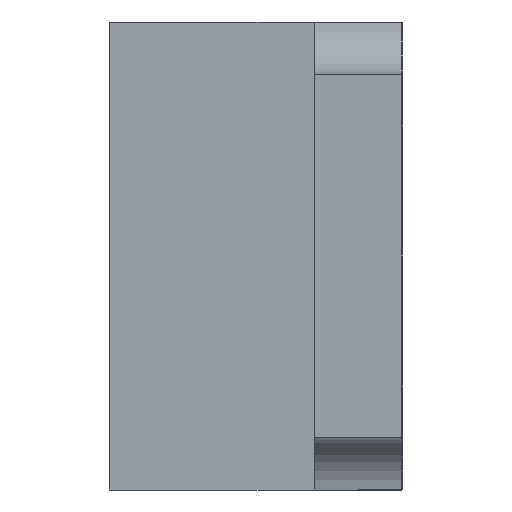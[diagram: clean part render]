
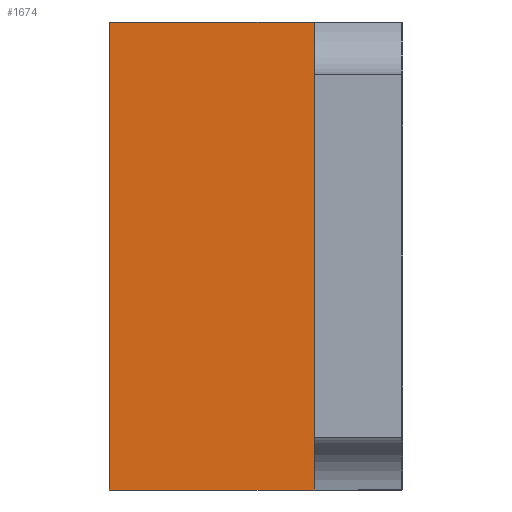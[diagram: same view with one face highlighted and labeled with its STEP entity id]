
A CAD part, left-side view. The second image highlights one B-rep face of the part: STEP entity #1674.
In plain terms, the highlighted planar face has unit normal (-1, 0, 0).
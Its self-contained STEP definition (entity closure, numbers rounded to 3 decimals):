
#1660=EDGE_CURVE ( 'NONE', #1661, #1669, #5702, .T. ) ;
#1661=VERTEX_POINT ( 'NONE', #5701 ) ;
#1669=VERTEX_POINT ( 'NONE', #5706 ) ;
#1670=ORIENTED_EDGE ( 'NONE', *, *, #1671, .F. ) ;
#1671=EDGE_CURVE ( 'NONE', #1661, #1681, #5705, .T. ) ;
#1672=ORIENTED_EDGE ( 'NONE', *, *, #1660, .T. ) ;
#1674=ADVANCED_FACE ( 'NONE', ( #5717 ), #5734, .F. ) ;
#1675=EDGE_LOOP ( 'NONE', ( #1676, #1679, #1670, #1672 ) ) ;
#1676=ORIENTED_EDGE ( 'NONE', *, *, #1677, .T. ) ;
#1677=EDGE_CURVE ( 'NONE', #1669, #1678, #5733, .T. ) ;
#1678=VERTEX_POINT ( 'NONE', #5729 ) ;
#1679=ORIENTED_EDGE ( 'NONE', *, *, #1680, .F. ) ;
#1680=EDGE_CURVE ( 'NONE', #1681, #1678, #5728, .T. ) ;
#1681=VERTEX_POINT ( 'NONE', #5727 ) ;
#2236=DIRECTION ( 'NONE',  ( 0., -1., 0. ) ) ;
#2553=VECTOR ( 'NONE', #2236, 1000. ) ;
#3202=DIRECTION ( 'NONE',  ( 1., 0., 0. ) ) ;
#5667=DIRECTION ( 'NONE',  ( 0., 0., -1. ) ) ;
#5668=VECTOR ( 'NONE', #5667, 1000. ) ;
#5701=CARTESIAN_POINT ( 'NONE',  ( -0.8, 0.425, 0.4 ) ) ;
#5702=LINE ( 'NONE', #5701, #5668 ) ;
#5704=CARTESIAN_POINT ( 'NONE',  ( -0.8, -1.27, 0.4 ) ) ;
#5705=LINE ( 'NONE', #5704, #2553 ) ;
#5706=CARTESIAN_POINT ( 'NONE',  ( -0.8, 0.425, -0.4 ) ) ;
#5717=FACE_OUTER_BOUND ( 'NONE', #1675, .T. ) ;
#5727=CARTESIAN_POINT ( 'NONE',  ( -0.8, 0.075, 0.4 ) ) ;
#5728=LINE ( 'NONE', #5727, #5668 ) ;
#5729=CARTESIAN_POINT ( 'NONE',  ( -0.8, 0.075, -0.4 ) ) ;
#5730=CARTESIAN_POINT ( 'NONE',  ( -0.8, -1.27, -0.4 ) ) ;
#5731=DIRECTION ( 'NONE',  ( 0., 0., -1. ) ) ;
#5732=AXIS2_PLACEMENT_3D ( 'NONE', #5704, #3202, #5731 ) ;
#5733=LINE ( 'NONE', #5730, #2553 ) ;
#5734=PLANE ( 'NONE',  #5732 ) ;
